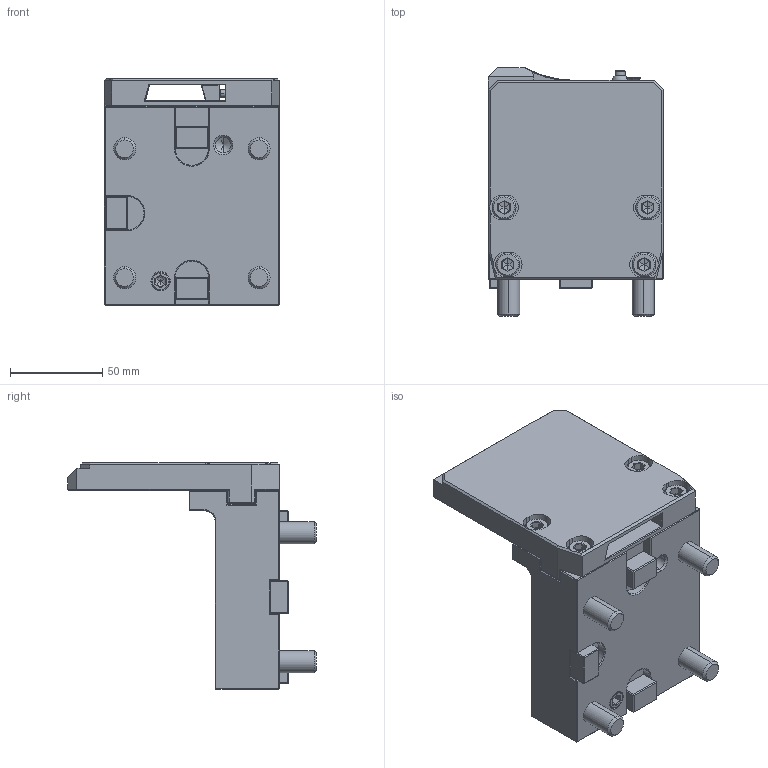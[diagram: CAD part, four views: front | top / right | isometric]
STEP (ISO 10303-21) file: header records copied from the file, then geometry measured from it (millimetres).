
FILE_DESCRIPTION((''),'2;1');
FILE_NAME('NGT_CR_65_32_DO','2023-05-15T',('vali'),('NOVA GRUP'),'PRO/ENGINEER BY PARAMETRIC TECHNOLOGY CORPORATION, 2010280','PRO/ENGINEER BY PARAMETRIC TECHNOLOGY CORPORATION, 2010280','');
FILE_SCHEMA(('CONFIG_CONTROL_DESIGN'));
Length unit declared in the file: millimetre
Products named in the file (1): NGT_CR_65_32_DO
Bounding box: 95.13 x 135 x 123 mm (x, y, z)
Volume: 479360.8 mm3; surface area: 84340.3 mm2
Topology: 1 solids, 1 shells, 559 faces, 1410 edges, 838 vertices
Faces by surface type: plane 321, cylinder 135, cone 67, bspline 20, torus 14, sphere 2
Entity records: 18613 total; most frequent: CARTESIAN_POINT 5467, ORIENTED_EDGE 2776, DIRECTION 2591, EDGE_CURVE 1388, VECTOR 1011, LINE 1011, VERTEX_POINT 838, AXIS2_PLACEMENT_3D 790
